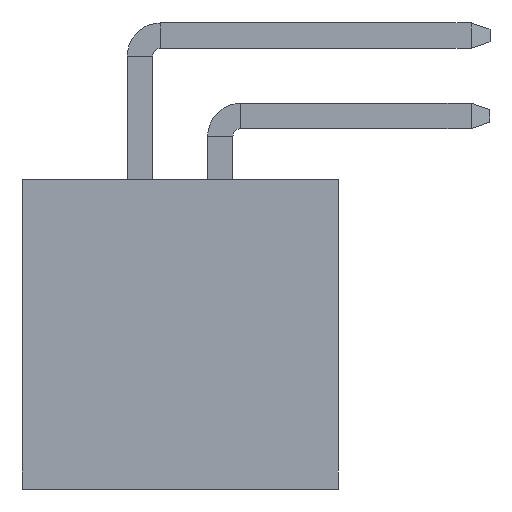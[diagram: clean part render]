
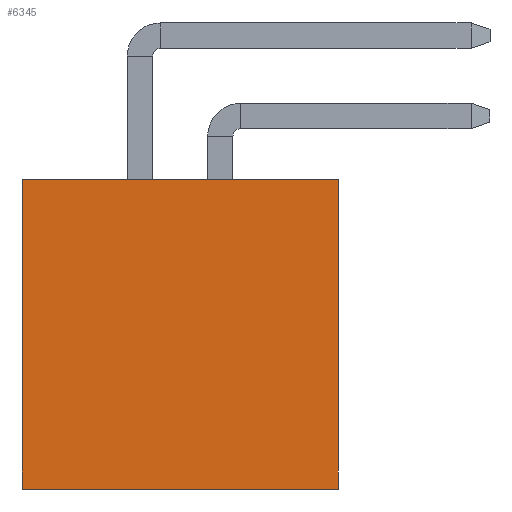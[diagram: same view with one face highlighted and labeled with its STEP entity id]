
A CAD part, front view. The second image highlights one B-rep face of the part: STEP entity #6345.
In plain terms, the highlighted planar face has unit normal (0, -1, 0).
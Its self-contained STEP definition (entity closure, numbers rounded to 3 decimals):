
#2=DIRECTION('',(0.,0.,1.));
#3=VECTOR('',#2,4.9);
#4=CARTESIAN_POINT('',(-2.5,-15.875,-2.45));
#5=LINE('',#4,#3);
#6=DIRECTION('',(1.,0.,0.));
#7=VECTOR('',#6,5.);
#8=CARTESIAN_POINT('',(-2.5,-15.875,2.45));
#9=LINE('',#8,#7);
#10=DIRECTION('',(0.,0.,-1.));
#11=VECTOR('',#10,4.9);
#12=CARTESIAN_POINT('',(2.5,-15.875,2.45));
#13=LINE('',#12,#11);
#14=DIRECTION('',(-1.,0.,0.));
#15=VECTOR('',#14,5.);
#16=CARTESIAN_POINT('',(2.5,-15.875,-2.45));
#17=LINE('',#16,#15);
#4830=CARTESIAN_POINT('',(-2.5,-15.875,-2.45));
#4831=CARTESIAN_POINT('',(-2.5,-15.875,2.45));
#4832=VERTEX_POINT('',#4830);
#4833=VERTEX_POINT('',#4831);
#4834=CARTESIAN_POINT('',(2.5,-15.875,2.45));
#4835=VERTEX_POINT('',#4834);
#4836=CARTESIAN_POINT('',(2.5,-15.875,-2.45));
#4837=VERTEX_POINT('',#4836);
#6330=CARTESIAN_POINT('',(0.,-15.875,0.));
#6331=DIRECTION('',(0.,1.,0.));
#6332=DIRECTION('',(1.,0.,0.));
#6333=AXIS2_PLACEMENT_3D('',#6330,#6331,#6332);
#6334=PLANE('',#6333);
#6336=ORIENTED_EDGE('',*,*,#6335,.T.);
#6338=ORIENTED_EDGE('',*,*,#6337,.T.);
#6340=ORIENTED_EDGE('',*,*,#6339,.T.);
#6342=ORIENTED_EDGE('',*,*,#6341,.T.);
#6343=EDGE_LOOP('',(#6336,#6338,#6340,#6342));
#6344=FACE_OUTER_BOUND('',#6343,.F.);
#6345=ADVANCED_FACE('',(#6344),#6334,.F.);
#6335=EDGE_CURVE('',#4832,#4833,#5,.T.);
#6337=EDGE_CURVE('',#4833,#4835,#9,.T.);
#6339=EDGE_CURVE('',#4835,#4837,#13,.T.);
#6341=EDGE_CURVE('',#4837,#4832,#17,.T.);
